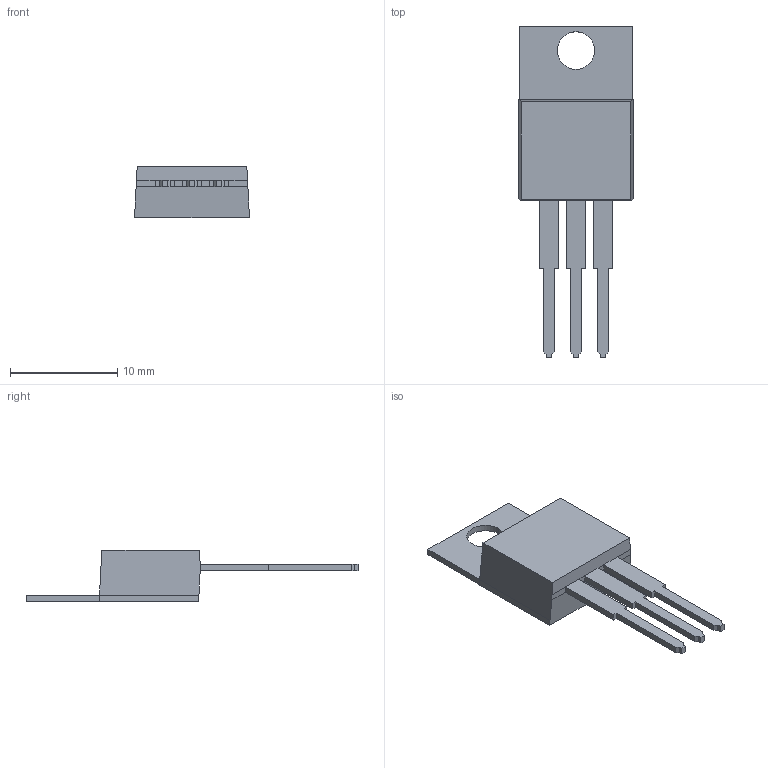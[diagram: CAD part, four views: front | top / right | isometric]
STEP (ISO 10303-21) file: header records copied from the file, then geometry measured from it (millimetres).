
FILE_DESCRIPTION(('STEP AP242'),'1');
FILE_NAME('btb10-600bwrg.stp','2025-02-03T11:28:28',('TraceParts'),('TraceParts S.A.'),'Spatial InterOp 3D',' ',' ');
FILE_SCHEMA(('AP242_MANAGED_MODEL_BASED_3D_ENGINEERING_MIM_LF {1 0 10303 442 1 1 4}'));
Length unit declared in the file: millimetre
Products named in the file (1): btb10-600bwrg
Bounding box: 10.67 x 30.99 x 4.83 mm (x, y, z)
Volume: 542.1 mm3; surface area: 695.2 mm2
Topology: 1 solids, 1 shells, 63 faces, 171 edges, 110 vertices
Faces by surface type: plane 61, cylinder 2
Entity records: 2457 total; most frequent: CARTESIAN_POINT 345, ORIENTED_EDGE 342, DIRECTION 303, EDGE_CURVE 171, LINE 167, VECTOR 167, VERTEX_POINT 110, AXIS2_PLACEMENT_3D 68
